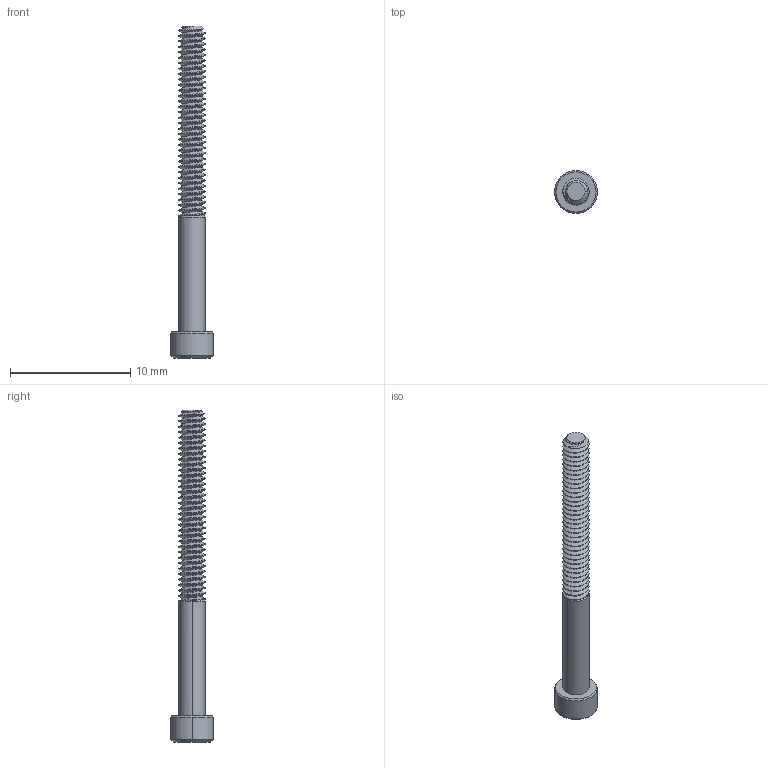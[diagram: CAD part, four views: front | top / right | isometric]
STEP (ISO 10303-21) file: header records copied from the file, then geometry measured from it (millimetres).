
FILE_DESCRIPTION (( 'STEP AP203' ), '1' );
FILE_NAME ('91251A109.STEP', '2017-09-08T15:21:49', ( '' ), ( '' ), 'SwSTEP 2.0', 'SolidWorks 2016', '' );
FILE_SCHEMA (( 'CONFIG_CONTROL_DESIGN' ));
Length unit declared in the file: inch
Products named in the file (1): 91251A109
Bounding box: 3.56 x 3.56 x 27.58 mm (x, y, z)
Volume: 97 mm3; surface area: 279.8 mm2
Topology: 1 solids, 1 shells, 172 faces, 484 edges, 316 vertices
Faces by surface type: cylinder 143, cone 17, plane 10, bspline 2
Entity records: 8787 total; most frequent: CARTESIAN_POINT 5121, ORIENTED_EDGE 968, DIRECTION 558, EDGE_CURVE 484, VERTEX_POINT 316, AXIS2_PLACEMENT_3D 197, EDGE_LOOP 174, FACE_OUTER_BOUND 172
